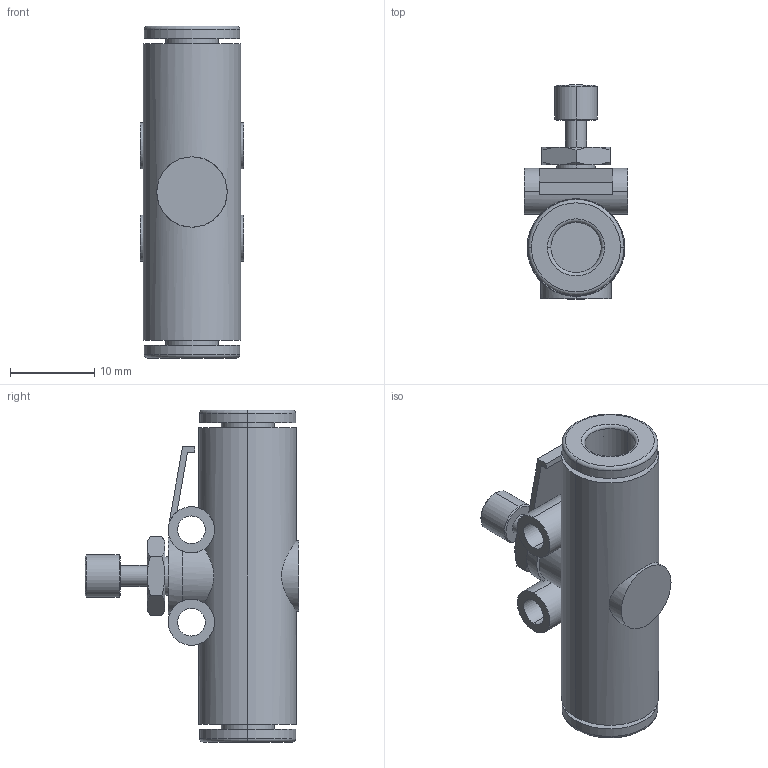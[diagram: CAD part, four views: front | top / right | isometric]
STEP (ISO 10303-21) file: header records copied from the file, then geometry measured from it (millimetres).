
FILE_DESCRIPTION (( 'STEP AP214' ), '1' );
FILE_NAME ('AS1002F-06.step.step', '2012-02-13T08:18:25', ( 'SysAdmin' ), ( 'SolidWorks' ), 'SwSTEP 2.0', 'SolidWorks 2012', '' );
FILE_SCHEMA (( 'AUTOMOTIVE_DESIGN' ));
Length unit declared in the file: millimetre
Products named in the file (2): AS1002F-06.step_AS Speed Controller_100-06; AS1002F-06.step
Assembly tree (1 placements, depth 2):
  AS1002F-06.step
    AS1002F-06.step_AS Speed Controller_100-06
Bounding box: 12.3 x 25.45 x 39.5 mm (x, y, z)
Volume: 4126.3 mm3; surface area: 3465.2 mm2
Topology: 1 solids, 1 shells, 93 faces, 208 edges, 130 vertices
Faces by surface type: cylinder 34, plane 33, cone 18, torus 8
Entity records: 3027 total; most frequent: CARTESIAN_POINT 878, DIRECTION 460, ORIENTED_EDGE 416, EDGE_CURVE 208, AXIS2_PLACEMENT_3D 197, VERTEX_POINT 130, EDGE_LOOP 110, CIRCLE 100
